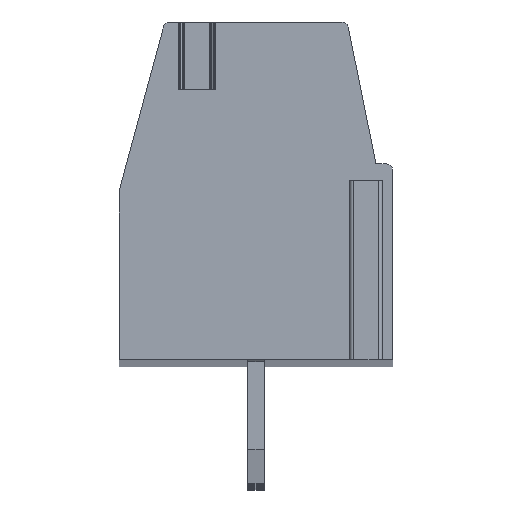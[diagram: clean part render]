
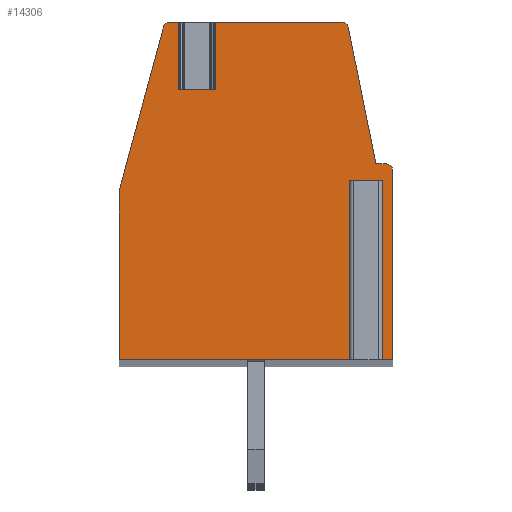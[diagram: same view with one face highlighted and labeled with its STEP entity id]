
A CAD part, top view. The second image highlights one B-rep face of the part: STEP entity #14306.
In plain terms, the highlighted planar face has unit normal (0, 0, 1).
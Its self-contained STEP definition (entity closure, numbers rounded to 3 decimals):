
#424=DIRECTION('',(-1.,0.,0.));
#425=VECTOR('',#424,1.07);
#426=CARTESIAN_POINT('',(-1.21,3.,2.5));
#427=LINE('',#426,#425);
#428=DIRECTION('',(0.,1.,0.));
#429=VECTOR('',#428,2.);
#430=CARTESIAN_POINT('',(-1.21,3.,2.5));
#431=LINE('',#430,#429);
#432=DIRECTION('',(-1.,0.,0.));
#433=VECTOR('',#432,3.746);
#434=CARTESIAN_POINT('',(2.536,5.,2.5));
#435=LINE('',#434,#433);
#436=CARTESIAN_POINT('',(2.536,4.8,2.5));
#437=DIRECTION('',(0.,0.,1.));
#438=DIRECTION('',(0.98,0.198,0.));
#439=AXIS2_PLACEMENT_3D('',#436,#437,#438);
#441=DIRECTION('',(-0.198,0.98,0.));
#442=VECTOR('',#441,4.122);
#443=CARTESIAN_POINT('',(3.55,0.8,2.5));
#444=LINE('',#443,#442);
#445=DIRECTION('',(-1.,0.,0.));
#446=VECTOR('',#445,0.3);
#447=CARTESIAN_POINT('',(3.85,0.8,2.5));
#448=LINE('',#447,#446);
#449=CARTESIAN_POINT('',(3.85,0.6,2.5));
#450=DIRECTION('',(0.,0.,1.));
#451=DIRECTION('',(1.,0.,0.));
#452=AXIS2_PLACEMENT_3D('',#449,#450,#451);
#454=DIRECTION('',(0.,1.,0.));
#455=VECTOR('',#454,5.6);
#456=CARTESIAN_POINT('',(4.05,-5.,2.5));
#457=LINE('',#456,#455);
#458=DIRECTION('',(1.,0.,0.));
#459=VECTOR('',#458,0.495);
#460=CARTESIAN_POINT('',(3.555,-5.,2.5));
#461=LINE('',#460,#459);
#462=DIRECTION('',(0.,1.,0.));
#463=VECTOR('',#462,5.3);
#464=CARTESIAN_POINT('',(3.555,-5.,2.5));
#465=LINE('',#464,#463);
#466=DIRECTION('',(1.,0.,0.));
#467=VECTOR('',#466,0.6);
#468=CARTESIAN_POINT('',(2.955,0.3,2.5));
#469=LINE('',#468,#467);
#470=DIRECTION('',(0.,1.,0.));
#471=VECTOR('',#470,5.3);
#472=CARTESIAN_POINT('',(2.955,-5.,2.5));
#473=LINE('',#472,#471);
#474=DIRECTION('',(1.,0.,0.));
#475=VECTOR('',#474,7.005);
#476=CARTESIAN_POINT('',(-4.05,-5.,2.5));
#477=LINE('',#476,#475);
#478=DIRECTION('',(0.,-1.,0.));
#479=VECTOR('',#478,5.);
#480=CARTESIAN_POINT('',(-4.05,0.,2.5));
#481=LINE('',#480,#479);
#482=DIRECTION('',(-0.261,-0.965,0.));
#483=VECTOR('',#482,5.026);
#484=CARTESIAN_POINT('',(-2.74,4.852,2.5));
#485=LINE('',#484,#483);
#486=CARTESIAN_POINT('',(-2.547,4.8,2.5));
#487=DIRECTION('',(0.,0.,1.));
#488=DIRECTION('',(0.,1.,0.));
#489=AXIS2_PLACEMENT_3D('',#486,#487,#488);
#491=DIRECTION('',(-1.,0.,0.));
#492=VECTOR('',#491,0.267);
#493=CARTESIAN_POINT('',(-2.28,5.,2.5));
#494=LINE('',#493,#492);
#495=DIRECTION('',(0.,1.,0.));
#496=VECTOR('',#495,2.);
#497=CARTESIAN_POINT('',(-2.28,3.,2.5));
#498=LINE('',#497,#496);
#10743=CARTESIAN_POINT('',(4.05,-5.,2.5));
#10744=CARTESIAN_POINT('',(4.05,0.6,2.5));
#10745=VERTEX_POINT('',#10743);
#10746=VERTEX_POINT('',#10744);
#10747=CARTESIAN_POINT('',(3.85,0.8,2.5));
#10748=VERTEX_POINT('',#10747);
#10749=CARTESIAN_POINT('',(3.55,0.8,2.5));
#10750=VERTEX_POINT('',#10749);
#10751=CARTESIAN_POINT('',(2.732,4.84,2.5));
#10752=VERTEX_POINT('',#10751);
#10753=CARTESIAN_POINT('',(2.536,5.,2.5));
#10754=VERTEX_POINT('',#10753);
#10755=CARTESIAN_POINT('',(-2.547,5.,2.5));
#10756=CARTESIAN_POINT('',(-2.74,4.852,2.5));
#10757=VERTEX_POINT('',#10755);
#10758=VERTEX_POINT('',#10756);
#10759=CARTESIAN_POINT('',(-4.05,0.,2.5));
#10760=VERTEX_POINT('',#10759);
#10761=CARTESIAN_POINT('',(-4.05,-5.,2.5));
#10762=VERTEX_POINT('',#10761);
#10779=CARTESIAN_POINT('',(2.955,0.3,2.5));
#10780=CARTESIAN_POINT('',(3.555,0.3,2.5));
#10781=VERTEX_POINT('',#10779);
#10782=VERTEX_POINT('',#10780);
#10783=CARTESIAN_POINT('',(2.955,-5.,2.5));
#10784=VERTEX_POINT('',#10783);
#10785=CARTESIAN_POINT('',(3.555,-5.,2.5));
#10786=VERTEX_POINT('',#10785);
#10855=CARTESIAN_POINT('',(-1.21,3.,2.5));
#10856=CARTESIAN_POINT('',(-2.28,3.,2.5));
#10857=VERTEX_POINT('',#10855);
#10858=VERTEX_POINT('',#10856);
#10859=CARTESIAN_POINT('',(-2.28,5.,2.5));
#10860=VERTEX_POINT('',#10859);
#10861=CARTESIAN_POINT('',(-1.21,5.,2.5));
#10862=VERTEX_POINT('',#10861);
#14266=CARTESIAN_POINT('',(0.,0.,2.5));
#14267=DIRECTION('',(0.,0.,1.));
#14268=DIRECTION('',(1.,0.,0.));
#14269=AXIS2_PLACEMENT_3D('',#14266,#14267,#14268);
#14270=PLANE('',#14269);
#14272=ORIENTED_EDGE('',*,*,#14271,.F.);
#14273=ORIENTED_EDGE('',*,*,#14257,.T.);
#14274=ORIENTED_EDGE('',*,*,#14054,.F.);
#14276=ORIENTED_EDGE('',*,*,#14275,.F.);
#14278=ORIENTED_EDGE('',*,*,#14277,.F.);
#14280=ORIENTED_EDGE('',*,*,#14279,.F.);
#14282=ORIENTED_EDGE('',*,*,#14281,.F.);
#14284=ORIENTED_EDGE('',*,*,#14283,.F.);
#14286=ORIENTED_EDGE('',*,*,#14285,.F.);
#14288=ORIENTED_EDGE('',*,*,#14287,.T.);
#14290=ORIENTED_EDGE('',*,*,#14289,.F.);
#14292=ORIENTED_EDGE('',*,*,#14291,.F.);
#14294=ORIENTED_EDGE('',*,*,#14293,.F.);
#14296=ORIENTED_EDGE('',*,*,#14295,.F.);
#14298=ORIENTED_EDGE('',*,*,#14297,.F.);
#14300=ORIENTED_EDGE('',*,*,#14299,.F.);
#14301=ORIENTED_EDGE('',*,*,#14037,.F.);
#14303=ORIENTED_EDGE('',*,*,#14302,.F.);
#14304=EDGE_LOOP('',(#14272,#14273,#14274,#14276,#14278,#14280,#14282,#14284,
#14286,#14288,#14290,#14292,#14294,#14296,#14298,#14300,#14301,#14303));
#14305=FACE_OUTER_BOUND('',#14304,.F.);
#440=CIRCLE('',#439,0.2);
#453=CIRCLE('',#452,0.2);
#490=CIRCLE('',#489,0.2);
#14037=EDGE_CURVE('',#10860,#10757,#494,.T.);
#14054=EDGE_CURVE('',#10754,#10862,#435,.T.);
#14257=EDGE_CURVE('',#10857,#10862,#431,.T.);
#14271=EDGE_CURVE('',#10857,#10858,#427,.T.);
#14275=EDGE_CURVE('',#10752,#10754,#440,.T.);
#14277=EDGE_CURVE('',#10750,#10752,#444,.T.);
#14279=EDGE_CURVE('',#10748,#10750,#448,.T.);
#14281=EDGE_CURVE('',#10746,#10748,#453,.T.);
#14283=EDGE_CURVE('',#10745,#10746,#457,.T.);
#14285=EDGE_CURVE('',#10786,#10745,#461,.T.);
#14287=EDGE_CURVE('',#10786,#10782,#465,.T.);
#14289=EDGE_CURVE('',#10781,#10782,#469,.T.);
#14291=EDGE_CURVE('',#10784,#10781,#473,.T.);
#14293=EDGE_CURVE('',#10762,#10784,#477,.T.);
#14295=EDGE_CURVE('',#10760,#10762,#481,.T.);
#14297=EDGE_CURVE('',#10758,#10760,#485,.T.);
#14299=EDGE_CURVE('',#10757,#10758,#490,.T.);
#14302=EDGE_CURVE('',#10858,#10860,#498,.T.);
#14306=ADVANCED_FACE('',(#14305),#14270,.T.);
